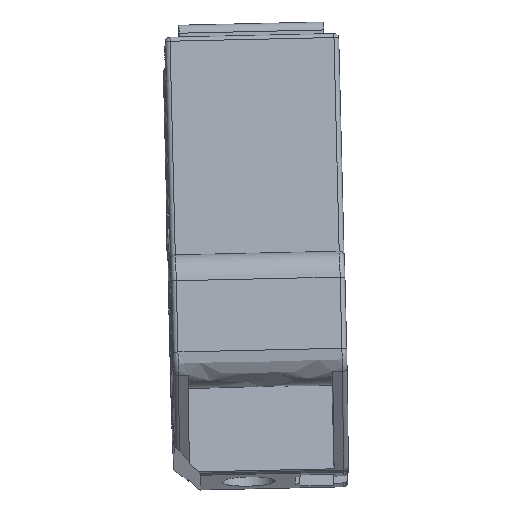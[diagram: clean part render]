
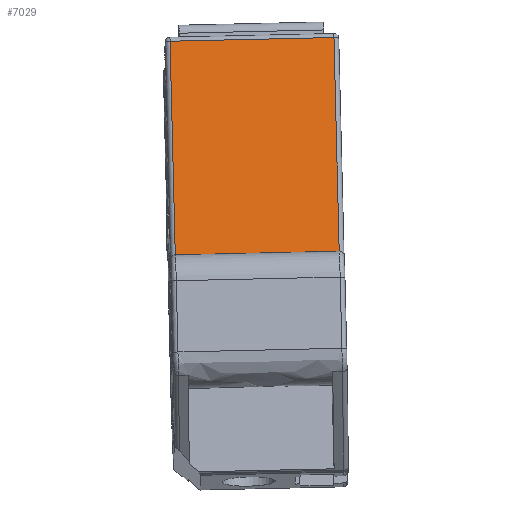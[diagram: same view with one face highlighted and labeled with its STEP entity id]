
A CAD part, front view. The second image highlights one B-rep face of the part: STEP entity #7029.
In plain terms, the highlighted face is planar.
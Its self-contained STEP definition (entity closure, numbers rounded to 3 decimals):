
#3549=CARTESIAN_POINT('',(-23.,43.981,35.0));
#3550=VERTEX_POINT('',#3549);
#3737=CARTESIAN_POINT('',(-23.,43.981,1.));
#3738=VERTEX_POINT('',#3737);
#3781=CARTESIAN_POINT('',(-23.0,89.,35.0));
#3782=VERTEX_POINT('',#3781);
#3805=CARTESIAN_POINT('',(-23.0,89.,1.));
#3806=VERTEX_POINT('',#3805);
#3965=CARTESIAN_POINT('',(-23.,43.981,1.));
#3966=DIRECTION('',(0.0,1.0,0.0));
#3967=VECTOR('',#3966,45.019);
#3968=LINE('',#3965,#3967);
#3969=EDGE_CURVE('',#3738,#3806,#3968,.T.);
#3990=CARTESIAN_POINT('',(-23.0,89.,1.0));
#3991=DIRECTION('',(0.0,0.0,1.0));
#3992=VECTOR('',#3991,34.0);
#3993=LINE('',#3990,#3992);
#3994=EDGE_CURVE('',#3806,#3782,#3993,.T.);
#4057=CARTESIAN_POINT('',(-23.0,89.,35.0));
#4058=DIRECTION('',(0.0,-1.0,0.0));
#4059=VECTOR('',#4058,45.019);
#4060=LINE('',#4057,#4059);
#4061=EDGE_CURVE('',#3782,#3550,#4060,.T.);
#7009=CARTESIAN_POINT('',(-23.,43.981,1.));
#7010=DIRECTION('',(0.0,0.0,1.0));
#7011=VECTOR('',#7010,34.0);
#7012=LINE('',#7009,#7011);
#7013=EDGE_CURVE('',#3738,#3550,#7012,.T.);
#7018=CARTESIAN_POINT('',(-23.,44.,36.0));
#7019=DIRECTION('',(1.0,0.0,0.0));
#7020=DIRECTION('',(0.0,0.0,-1.0));
#7021=AXIS2_PLACEMENT_3D('',#7018,#7019,#7020);
#7022=PLANE('',#7021);
#7023=ORIENTED_EDGE('',*,*,#3969,.F.);
#7024=ORIENTED_EDGE('',*,*,#7013,.T.);
#7025=ORIENTED_EDGE('',*,*,#4061,.F.);
#7026=ORIENTED_EDGE('',*,*,#3994,.F.);
#7027=EDGE_LOOP('',(#7023,#7024,#7025,#7026));
#7028=FACE_OUTER_BOUND('',#7027,.T.);
#7029=ADVANCED_FACE('',(#7028),#7022,.F.);
